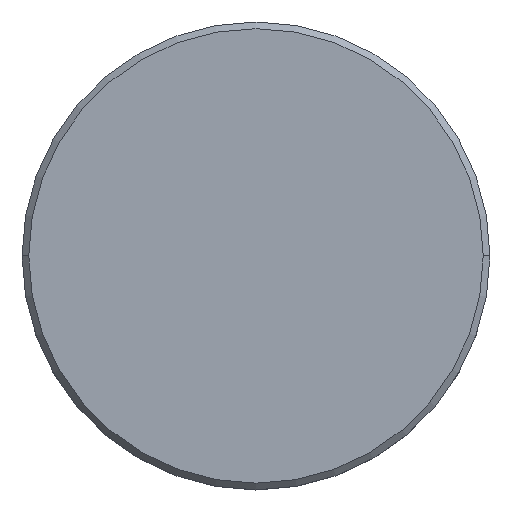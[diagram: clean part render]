
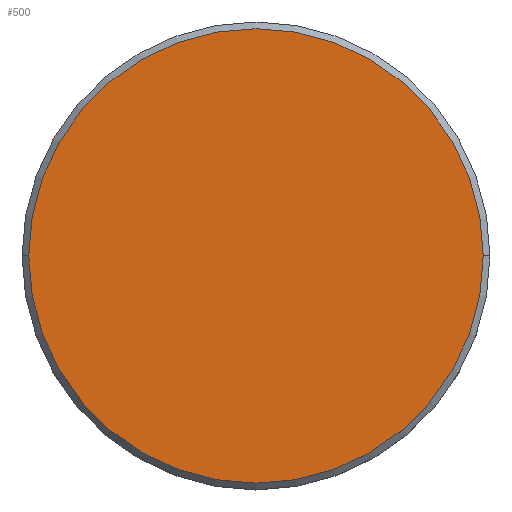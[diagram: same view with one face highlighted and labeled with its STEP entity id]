
A CAD part, top view. The second image highlights one B-rep face of the part: STEP entity #500.
In plain terms, the highlighted planar face has unit normal (0, 0, 1).
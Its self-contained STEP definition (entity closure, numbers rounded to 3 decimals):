
#51 = ORIENTED_EDGE ( 'NONE', *, *, #1183, .T. ) ;
#58 = DIRECTION ( 'NONE',  ( 0., 0., 1. ) ) ;
#85 = AXIS2_PLACEMENT_3D ( 'NONE', #1057, #58, #888 ) ;
#124 = VERTEX_POINT ( 'NONE', #435 ) ;
#287 = CIRCLE ( 'NONE', #423, 17. ) ;
#290 = CARTESIAN_POINT ( 'NONE',  ( -17., 0., 0. ) ) ;
#317 = ORIENTED_EDGE ( 'NONE', *, *, #857, .T. ) ;
#324 = AXIS2_PLACEMENT_3D ( 'NONE', #1159, #1051, #703 ) ;
#385 = VERTEX_POINT ( 'NONE', #290 ) ;
#423 = AXIS2_PLACEMENT_3D ( 'NONE', #569, #1023, #1027 ) ;
#435 = CARTESIAN_POINT ( 'NONE',  ( 17., 0., 0. ) ) ;
#500 = ADVANCED_FACE ( 'NONE', ( #877 ), #697, .T. ) ;
#554 = EDGE_LOOP ( 'NONE', ( #317, #51 ) ) ;
#569 = CARTESIAN_POINT ( 'NONE',  ( 0., 0., 0. ) ) ;
#618 = CIRCLE ( 'NONE', #324, 17. ) ;
#697 = PLANE ( 'NONE',  #85 ) ;
#703 = DIRECTION ( 'NONE',  ( 1., 0., 0. ) ) ;
#857 = EDGE_CURVE ( 'NONE', #385, #124, #287, .T. ) ;
#877 = FACE_OUTER_BOUND ( 'NONE', #554, .T. ) ;
#888 = DIRECTION ( 'NONE',  ( 1., 0., 0. ) ) ;
#1023 = DIRECTION ( 'NONE',  ( 0., 0., 1. ) ) ;
#1027 = DIRECTION ( 'NONE',  ( 1., 0., 0. ) ) ;
#1051 = DIRECTION ( 'NONE',  ( 0., 0., 1. ) ) ;
#1057 = CARTESIAN_POINT ( 'NONE',  ( 0., 0., 0. ) ) ;
#1159 = CARTESIAN_POINT ( 'NONE',  ( 0., 0., 0. ) ) ;
#1183 = EDGE_CURVE ( 'NONE', #124, #385, #618, .T. ) ;
